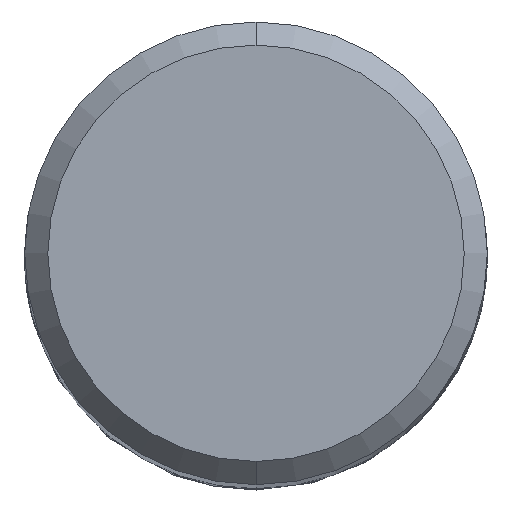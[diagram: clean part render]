
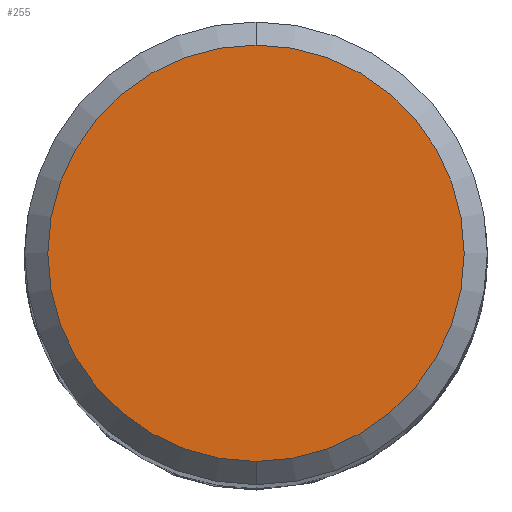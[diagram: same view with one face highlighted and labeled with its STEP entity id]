
A CAD part, top view. The second image highlights one B-rep face of the part: STEP entity #255.
In plain terms, the highlighted planar face has unit normal (0, 0, 1).
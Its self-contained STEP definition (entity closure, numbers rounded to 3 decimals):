
#255=ADVANCED_FACE('',(#576),#577,.T.);
#273=VERTEX_POINT('',#597);
#285=EDGE_CURVE('',#303,#273,#609,.T.);
#303=VERTEX_POINT('',#628);
#337=EDGE_CURVE('',#273,#303,#666,.T.);
#576=FACE_OUTER_BOUND('',#1522,.T.);
#577=PLANE('',#1523);
#597=CARTESIAN_POINT('',(0.0,3.6,0.0));
#609=CIRCLE('',#1889,3.6);
#628=CARTESIAN_POINT('',(0.,-3.6,0.0));
#666=CIRCLE('',#2152,3.6);
#1522=EDGE_LOOP('',(#2958,#2959));
#1523=AXIS2_PLACEMENT_3D('',#2960,#2961,#2962);
#1889=AXIS2_PLACEMENT_3D('',#2985,#2986,#2987);
#2152=AXIS2_PLACEMENT_3D('',#3070,#3071,#3072);
#2958=ORIENTED_EDGE('',*,*,#337,.F.);
#2959=ORIENTED_EDGE('',*,*,#285,.F.);
#2960=CARTESIAN_POINT('',(0.0,1.8,0.0));
#2961=DIRECTION('',(-0.0,0.0,1.0));
#2962=DIRECTION('',(0.0,-1.0,0.0));
#2985=CARTESIAN_POINT('',(0.0,0.0,0.0));
#2986=DIRECTION('',(0.0,0.0,-1.0));
#2987=DIRECTION('',(0.0,1.0,0.0));
#3070=CARTESIAN_POINT('',(0.0,0.0,0.0));
#3071=DIRECTION('',(0.0,0.0,-1.0));
#3072=DIRECTION('',(0.0,1.0,0.0));
